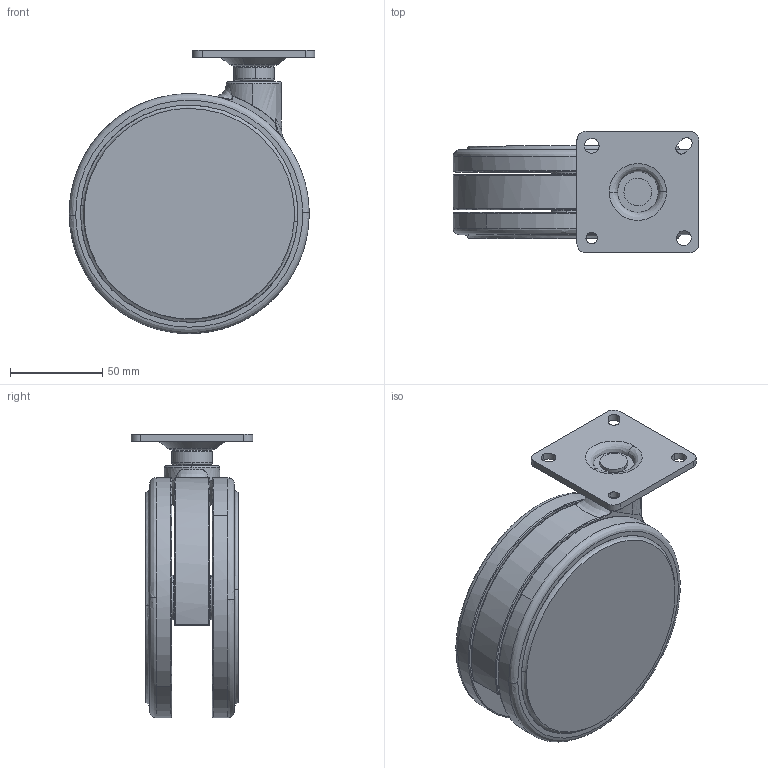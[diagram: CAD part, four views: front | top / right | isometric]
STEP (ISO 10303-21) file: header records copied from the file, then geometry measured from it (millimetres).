
FILE_DESCRIPTION((''),'2;1');
FILE_NAME('','2008-04-30T14:16:26',(''),(''),'','CADfix','');
FILE_SCHEMA(('AUTOMOTIVE_DESIGN { 1 0 10303 214 1 1 1 1 }'));
Length unit declared in the file: millimetre
Bounding box: 133 x 66 x 153.5 mm (x, y, z)
Volume: 466800.3 mm3; surface area: 101274.1 mm2
Topology: 5 solids, 5 shells, 162 faces, 487 edges, 346 vertices
Faces by surface type: bspline 162
Entity records: 8646 total; most frequent: CARTESIAN_POINT 6018, ORIENTED_EDGE 974, EDGE_CURVE 487, VERTEX_POINT 346, EDGE_LOOP 185, FACE_OUTER_BOUND 162, ADVANCED_FACE 162, QUASI_UNIFORM_CURVE 108
